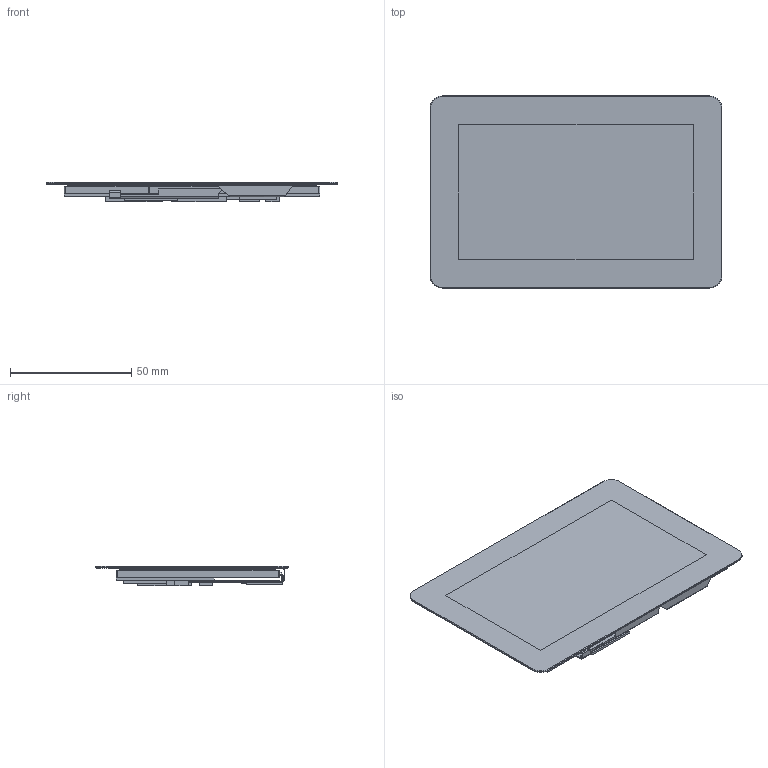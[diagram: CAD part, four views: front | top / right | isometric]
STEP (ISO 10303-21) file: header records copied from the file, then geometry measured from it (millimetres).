
FILE_DESCRIPTION(/* description */ (''),/* implementation_level */ '2;1');
FILE_NAME(/* name */ 'RVT43ULFNWC00.stp',/* time_stamp */ '2019-03-17T13:35:21+01:00',/* author */ ('Adam'),/* organization */ (''),/* preprocessor_version */ 'ST-DEVELOPER v16.13',/* originating_system */ 'Autodesk Inventor 2018',/* authorisation */ '');
FILE_SCHEMA (('AUTOMOTIVE_DESIGN { 1 0 10303 214 3 1 1 }'));
Length unit declared in the file: millimetre
Products named in the file (19): RVT43ULFNWC00; RVT43ULTNWC00; RVCTP43U00; Cover Glass; LOCA; SENSOR; Gasket; Connector; Connector2; Contacts; 3MTape; Stiffener; RVT4.3A480272TNWN00 ; Frame; component; Connector_1; Contact2; contacts_1; 43FT81X_B
Assembly tree (18 placements, depth 4):
  RVT43ULFNWC00
    RVT43ULTNWC00
      RVCTP43U00
        Cover Glass
        LOCA
        SENSOR
        Gasket
        Connector
        Connector2
        Contacts
        3MTape
        Stiffener
      RVT4.3A480272TNWN00 
        Frame
        component
        Connector_1
        Contact2
        contacts_1
    43FT81X_B
Bounding box: 120.38 x 79.2 x 8.23 mm (x, y, z)
Volume: 39955.1 mm3; surface area: 93784.8 mm2
Topology: 71 solids, 71 shells, 684 faces, 1576 edges, 1036 vertices
Faces by surface type: plane 623, cylinder 43, bspline 10, cone 8
Entity records: 19922 total; most frequent: CARTESIAN_POINT 3617, ORIENTED_EDGE 3152, DIRECTION 3064, EDGE_CURVE 1576, LINE 1474, VECTOR 1474, VERTEX_POINT 1036, AXIS2_PLACEMENT_3D 795
